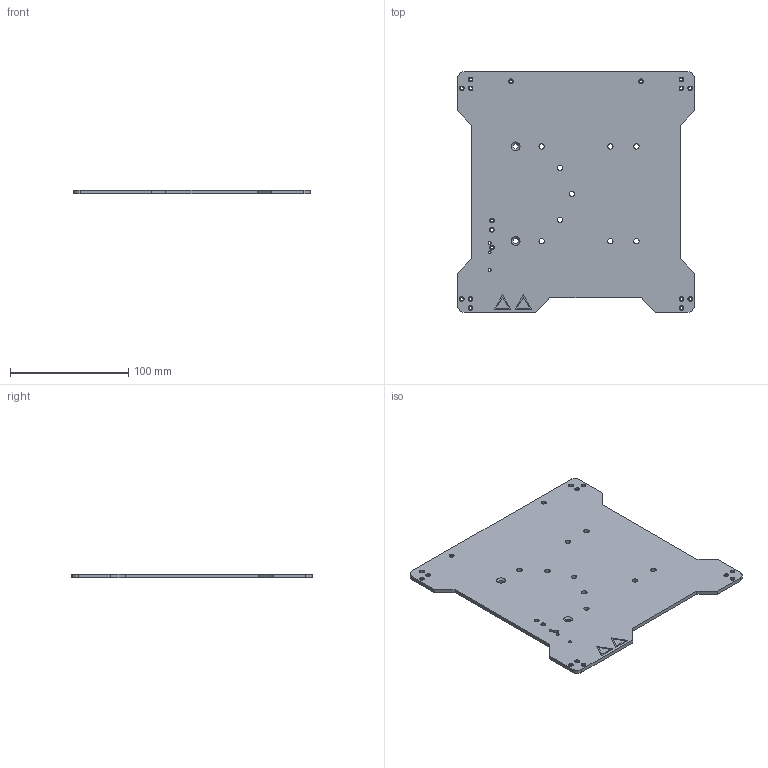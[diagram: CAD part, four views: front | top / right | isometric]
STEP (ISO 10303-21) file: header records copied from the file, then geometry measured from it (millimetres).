
FILE_DESCRIPTION(('FreeCAD Model'),'2;1');
FILE_NAME('bed_mount_plate_mini_v1.2_revA.step','2016-05-24T11:30:21',( 'Author'),(''),'Open CASCADE STEP processor 6.8','FreeCAD','Unknown' );
FILE_SCHEMA(('AUTOMOTIVE_DESIGN_CC2 { 1 2 10303 214 -1 1 5 4 }'));
Length unit declared in the file: millimetre
Products named in the file (2): ASSEMBLY; Body
Assembly tree (1 placements, depth 2):
  ASSEMBLY
    Body
Bounding box: 200 x 203 x 3.18 mm (x, y, z)
Volume: 114993.9 mm3; surface area: 76077.7 mm2
Topology: 1 solids, 1 shells, 139 faces, 262 edges, 196 vertices
Faces by surface type: plane 101, cylinder 36, cone 2
Full cylindrical faces by diameter (mm): 2.45 x1, 2.5 x19, 4 x1, 4.5 x11
Entity records: 7785 total; most frequent: CARTESIAN_POINT 2299, DIRECTION 1012, ORIENTED_EDGE 524, PCURVE 524, DEFINITIONAL_REPRESENTATION 524, LINE 442, VECTOR 442, AXIS2_PLACEMENT_3D 281
